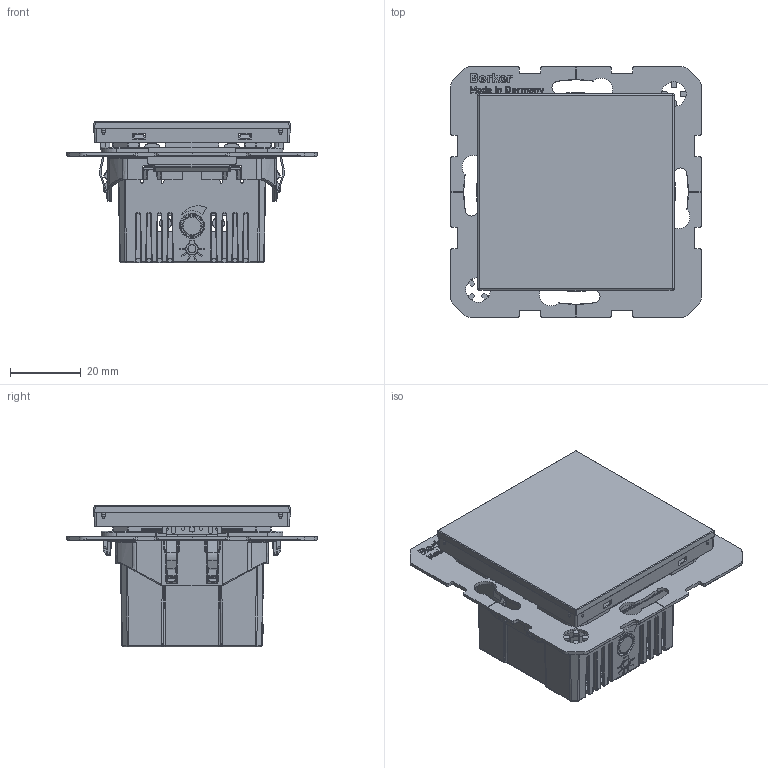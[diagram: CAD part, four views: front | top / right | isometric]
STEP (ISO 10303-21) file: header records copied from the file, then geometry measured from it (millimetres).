
FILE_DESCRIPTION((''),'2;1');
FILE_NAME('WAF6582WG_ASM','2025-03-19T08:52:33',('andolfs'),(''),'CREO PARAMETRIC BY PTC INC, 2023154','CREO PARAMETRIC BY PTC INC, 2023154','');
FILE_SCHEMA(('CONFIG_CONTROL_DESIGN','SHAPE_APPEARANCE_LAYERS_GROUPS'));
Products named in the file (17): W4G0060_18; W4H0293_18; W1B0279_00; 9204408000; W2B0079_00_ASM; W1T0278_00; W1T0279_00; W1T0281_00; W1T0282_00; W2T0045_00_ASM; W1C0323_00; W1A2376_99; W1S0190_00; W1Z0194_00; W1D1266_99; W1G0192_00; WAF6582WG_ASM
Assembly tree (20 placements, depth 3):
  WAF6582WG_ASM
    W4G0060_18
    W2B0079_00_ASM
      W4H0293_18
      W1B0279_00
      9204408000
    W2T0045_00_ASM
      W1T0278_00
      W1T0279_00
      W1T0281_00
      W1T0282_00  x4
    W1C0323_00
    W1A2376_99
    W1S0190_00
    W1Z0194_00
    W1D1266_99
    W1G0192_00  x2
Bounding box: 70.85 x 70.85 x 40.2 mm (x, y, z)
Volume: 29681.8 mm3; surface area: 54848 mm2
Topology: 16 solids, 16 shells, 4931 faces, 12707 edges, 7843 vertices
Faces by surface type: plane 2250, cylinder 1707, bspline 703, sphere 196, torus 57, cone 16, extrusion 2
Entity records: 219350 total; most frequent: CARTESIAN_POINT 76067, ORIENTED_EDGE 24842, DIRECTION 20818, EDGE_CURVE 12421, PRESENTATION_STYLE_ASSIGNMENT 7867, VECTOR 7726, LINE 7724, STYLED_ITEM 7724
